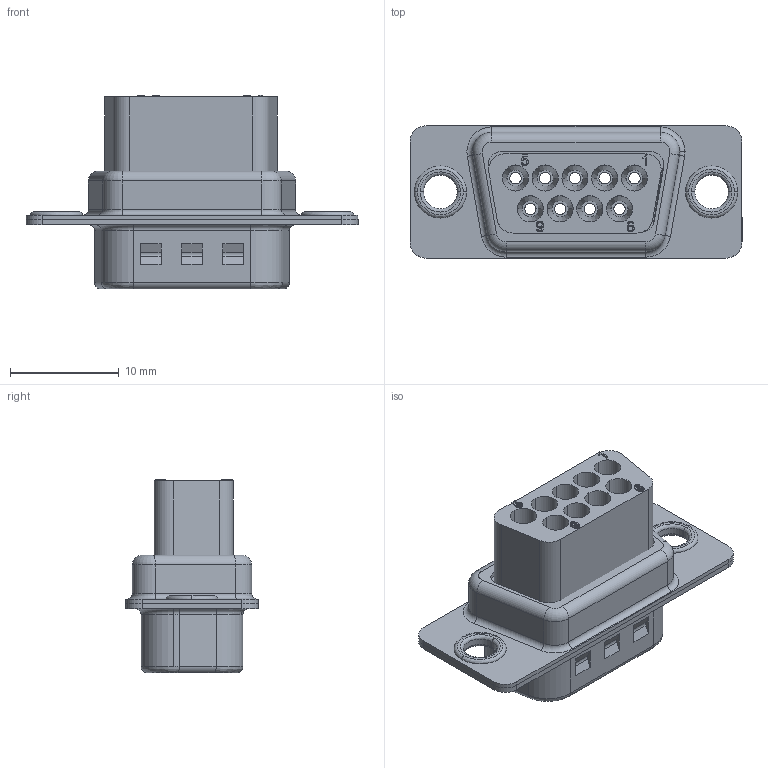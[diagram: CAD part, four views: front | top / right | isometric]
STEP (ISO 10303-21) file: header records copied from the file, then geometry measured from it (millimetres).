
FILE_DESCRIPTION (( 'STEP AP214' ), '1' );
FILE_NAME ('211-MS09-HV-V2.step', '2025-02-18T08:06:51', ( '' ), ( '' ), 'SwSTEP 2.0', 'SolidWorks 2022', '' );
FILE_SCHEMA (( 'AUTOMOTIVE_DESIGN' ));
Length unit declared in the file: millimetre
Products named in the file (7): 61090B; 03092T; 211-MS09-HV-V2; 13091TN
Assembly tree (6 placements, depth 3):
  211-MS09-HV-V2
    03092T
      03092T
    13091TN
      13091TN
    61090B
      61090B
Bounding box: 30.6 x 12.2 x 17.84 mm (x, y, z)
Volume: 1502.5 mm3; surface area: 3451.8 mm2
Topology: 3 solids, 3 shells, 497 faces, 1241 edges, 799 vertices
Faces by surface type: plane 157, cylinder 153, bspline 145, torus 24, cone 18
Entity records: 22401 total; most frequent: CARTESIAN_POINT 5446, ORIENTED_EDGE 2482, DIRECTION 2079, EDGE_CURVE 1241, VERTEX_POINT 799, AXIS2_PLACEMENT_3D 744, VECTOR 591, LINE 591
